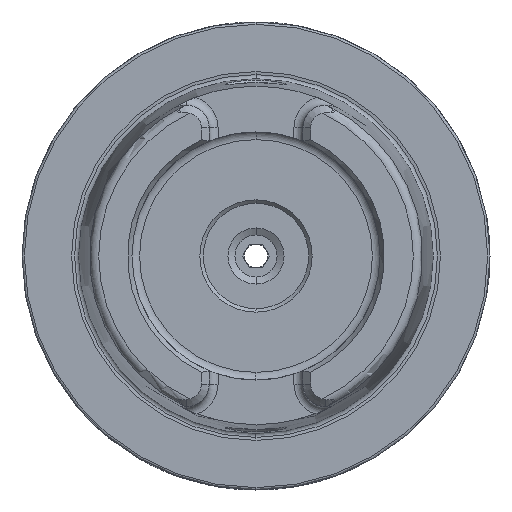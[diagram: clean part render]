
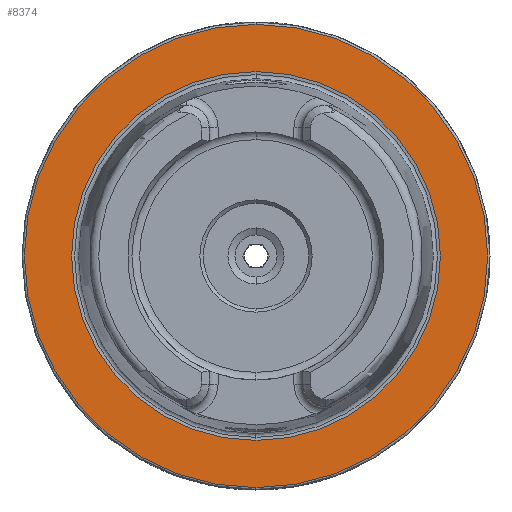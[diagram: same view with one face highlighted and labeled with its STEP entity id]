
A CAD part, left-side view. The second image highlights one B-rep face of the part: STEP entity #8374.
In plain terms, the highlighted planar face has unit normal (-1, 0, 0).
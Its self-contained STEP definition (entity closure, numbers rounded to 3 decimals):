
#19 = CARTESIAN_POINT ( 'NONE',  ( 0., 49.5, 0. ) ) ;
#172 = PLANE ( 'NONE',  #4259 ) ;
#560 = VERTEX_POINT ( 'NONE', #10083 ) ;
#586 = EDGE_CURVE ( 'NONE', #1499, #9656, #6716, .T. ) ;
#728 = EDGE_CURVE ( 'NONE', #9715, #560, #6625, .T. ) ;
#1158 = AXIS2_PLACEMENT_3D ( 'NONE', #7974, #8021, #7736 ) ;
#1173 = AXIS2_PLACEMENT_3D ( 'NONE', #9025, #9189, #9191 ) ;
#1499 = VERTEX_POINT ( 'NONE', #8826 ) ;
#2365 = AXIS2_PLACEMENT_3D ( 'NONE', #8079, #8083, #8101 ) ;
#2442 = AXIS2_PLACEMENT_3D ( 'NONE', #7569, #10191, #10205 ) ;
#3712 = EDGE_CURVE ( 'NONE', #560, #9715, #4262, .T. ) ;
#3741 = EDGE_CURVE ( 'NONE', #9656, #1499, #4296, .T. ) ;
#4259 = AXIS2_PLACEMENT_3D ( 'NONE', #19, #10423, #10274 ) ;
#4262 = CIRCLE ( 'NONE', #1173, 49.5 ) ;
#4296 = CIRCLE ( 'NONE', #1158, 39.405 ) ;
#5381 = FACE_OUTER_BOUND ( 'NONE', #6614, .T. ) ;
#5418 = FACE_BOUND ( 'NONE', #6489, .T. ) ;
#6421 = CARTESIAN_POINT ( 'NONE',  ( 0., 0., 49.5 ) ) ;
#6489 = EDGE_LOOP ( 'NONE', ( #6888, #9418 ) ) ;
#6614 = EDGE_LOOP ( 'NONE', ( #10501, #8544 ) ) ;
#6625 = CIRCLE ( 'NONE', #2365, 49.5 ) ;
#6716 = CIRCLE ( 'NONE', #2442, 39.405 ) ;
#6888 = ORIENTED_EDGE ( 'NONE', *, *, #3741, .F. ) ;
#6914 = CARTESIAN_POINT ( 'NONE',  ( 0., 0., 39.405 ) ) ;
#7569 = CARTESIAN_POINT ( 'NONE',  ( 0., 0., 0. ) ) ;
#7736 = DIRECTION ( 'NONE',  ( 0., 0., 1. ) ) ;
#7974 = CARTESIAN_POINT ( 'NONE',  ( 0., 0., 0. ) ) ;
#8021 = DIRECTION ( 'NONE',  ( -1., 0., 0. ) ) ;
#8079 = CARTESIAN_POINT ( 'NONE',  ( 0., 0., 0. ) ) ;
#8083 = DIRECTION ( 'NONE',  ( -1., 0., 0. ) ) ;
#8101 = DIRECTION ( 'NONE',  ( 0., 0., 1. ) ) ;
#8374 = ADVANCED_FACE ( 'NONE', ( #5418, #5381 ), #172, .F. ) ;
#8544 = ORIENTED_EDGE ( 'NONE', *, *, #3712, .T. ) ;
#8826 = CARTESIAN_POINT ( 'NONE',  ( 0., 0., -39.405 ) ) ;
#9025 = CARTESIAN_POINT ( 'NONE',  ( 0., 0., 0. ) ) ;
#9189 = DIRECTION ( 'NONE',  ( -1., 0., 0. ) ) ;
#9191 = DIRECTION ( 'NONE',  ( 0., 0., 1. ) ) ;
#9418 = ORIENTED_EDGE ( 'NONE', *, *, #586, .F. ) ;
#9656 = VERTEX_POINT ( 'NONE', #6914 ) ;
#9715 = VERTEX_POINT ( 'NONE', #6421 ) ;
#10083 = CARTESIAN_POINT ( 'NONE',  ( 0., 0., -49.5 ) ) ;
#10191 = DIRECTION ( 'NONE',  ( -1., 0., 0. ) ) ;
#10205 = DIRECTION ( 'NONE',  ( 0., 0., 1. ) ) ;
#10274 = DIRECTION ( 'NONE',  ( 0., 0., -1. ) ) ;
#10423 = DIRECTION ( 'NONE',  ( 1., 0., 0. ) ) ;
#10501 = ORIENTED_EDGE ( 'NONE', *, *, #728, .T. ) ;
